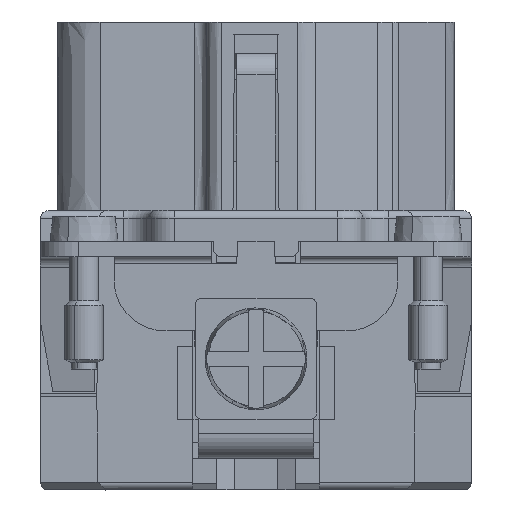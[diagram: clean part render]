
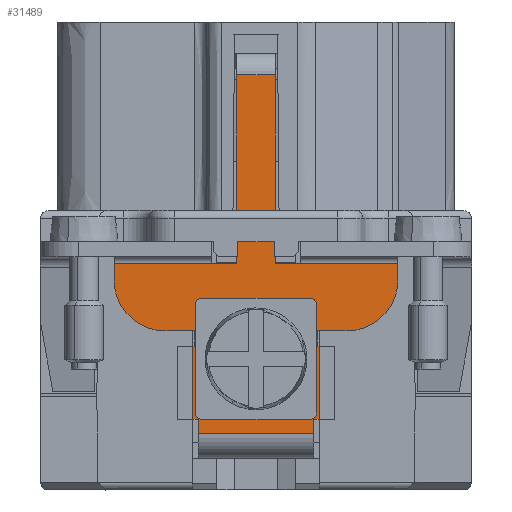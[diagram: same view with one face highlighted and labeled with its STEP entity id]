
A CAD part, front view. The second image highlights one B-rep face of the part: STEP entity #31489.
In plain terms, the highlighted planar face has unit normal (0, -1, 0).
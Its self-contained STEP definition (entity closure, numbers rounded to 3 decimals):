
#30753=AXIS2_PLACEMENT_3D('Circle Axis2P3D',#30751,#30752,$) ;
#31234=AXIS2_PLACEMENT_3D('Circle Axis2P3D',#31232,#31233,$) ;
#31373=AXIS2_PLACEMENT_3D('Circle Axis2P3D',#31371,#31372,$) ;
#31427=AXIS2_PLACEMENT_3D('Plane Axis2P3D',#31424,#31425,#31426) ;
#30536=CARTESIAN_POINT('Vertex',(15.45,9.05,17.8)) ;
#30539=CARTESIAN_POINT('Line Origine',(15.45,9.05,25.2)) ;
#30543=CARTESIAN_POINT('Vertex',(15.45,9.05,32.6)) ;
#30613=CARTESIAN_POINT('Vertex',(18.45,9.05,32.6)) ;
#30616=CARTESIAN_POINT('Line Origine',(18.45,9.05,25.2)) ;
#30620=CARTESIAN_POINT('Vertex',(18.45,9.05,17.8)) ;
#30647=CARTESIAN_POINT('Line Origine',(19.45,9.05,17.8)) ;
#30651=CARTESIAN_POINT('Vertex',(20.45,9.05,17.8)) ;
#30706=CARTESIAN_POINT('Vertex',(28.1,9.05,16.5)) ;
#30729=CARTESIAN_POINT('Vertex',(28.1,9.05,17.8)) ;
#30732=CARTESIAN_POINT('Line Origine',(28.1,9.05,17.15)) ;
#30751=CARTESIAN_POINT('Axis2P3D Location',(24.1,9.05,16.5)) ;
#30755=CARTESIAN_POINT('Vertex',(24.1,9.05,12.5)) ;
#30775=CARTESIAN_POINT('Line Origine',(22.925,9.05,12.5)) ;
#30779=CARTESIAN_POINT('Vertex',(21.75,9.05,12.5)) ;
#30799=CARTESIAN_POINT('Line Origine',(21.75,9.05,11.9)) ;
#30803=CARTESIAN_POINT('Vertex',(21.75,9.05,11.3)) ;
#30823=CARTESIAN_POINT('Line Origine',(21.825,9.05,11.3)) ;
#30827=CARTESIAN_POINT('Vertex',(21.9,9.05,11.3)) ;
#30913=CARTESIAN_POINT('Vertex',(21.9,9.05,5.55)) ;
#30916=CARTESIAN_POINT('Line Origine',(21.7,9.05,5.55)) ;
#30920=CARTESIAN_POINT('Vertex',(21.5,9.05,5.55)) ;
#30964=CARTESIAN_POINT('Line Origine',(21.5,9.05,5.)) ;
#30968=CARTESIAN_POINT('Vertex',(21.5,9.05,4.45)) ;
#31043=CARTESIAN_POINT('Vertex',(12.4,9.05,4.45)) ;
#31046=CARTESIAN_POINT('Line Origine',(12.4,9.05,5.)) ;
#31050=CARTESIAN_POINT('Vertex',(12.4,9.05,5.55)) ;
#31074=CARTESIAN_POINT('Line Origine',(12.2,9.05,5.55)) ;
#31078=CARTESIAN_POINT('Vertex',(12.,9.05,5.55)) ;
#31159=CARTESIAN_POINT('Vertex',(12.,9.05,11.3)) ;
#31162=CARTESIAN_POINT('Line Origine',(12.075,9.05,11.3)) ;
#31166=CARTESIAN_POINT('Vertex',(12.15,9.05,11.3)) ;
#31189=CARTESIAN_POINT('Line Origine',(12.15,9.05,11.9)) ;
#31193=CARTESIAN_POINT('Vertex',(12.15,9.05,12.5)) ;
#31208=CARTESIAN_POINT('Line Origine',(10.975,9.05,12.5)) ;
#31212=CARTESIAN_POINT('Vertex',(9.8,9.05,12.5)) ;
#31232=CARTESIAN_POINT('Axis2P3D Location',(9.8,9.05,16.5)) ;
#31236=CARTESIAN_POINT('Vertex',(5.8,9.05,16.5)) ;
#31256=CARTESIAN_POINT('Line Origine',(5.8,9.05,17.15)) ;
#31260=CARTESIAN_POINT('Vertex',(5.8,9.05,17.8)) ;
#31314=CARTESIAN_POINT('Vertex',(13.45,9.05,17.8)) ;
#31317=CARTESIAN_POINT('Line Origine',(14.45,9.05,17.8)) ;
#31338=CARTESIAN_POINT('Vertex',(18.571,9.05,10.3)) ;
#31342=CARTESIAN_POINT('Control Point',(15.329,9.05,10.3)) ;
#31343=CARTESIAN_POINT('Control Point',(15.329,9.05,10.809)) ;
#31344=CARTESIAN_POINT('Control Point',(15.529,9.05,11.319)) ;
#31345=CARTESIAN_POINT('Control Point',(15.931,9.05,11.721)) ;
#31346=CARTESIAN_POINT('Control Point',(16.95,9.05,12.121)) ;
#31347=CARTESIAN_POINT('Control Point',(17.969,9.05,11.721)) ;
#31348=CARTESIAN_POINT('Control Point',(18.371,9.05,11.319)) ;
#31349=CARTESIAN_POINT('Control Point',(18.571,9.05,10.809)) ;
#31350=CARTESIAN_POINT('Control Point',(18.571,9.05,10.3)) ;
#31351=CARTESIAN_POINT('Vertex',(15.329,9.05,10.3)) ;
#31371=CARTESIAN_POINT('Axis2P3D Location',(16.95,9.05,10.3)) ;
#31424=CARTESIAN_POINT('Axis2P3D Location',(16.95,9.05,18.3)) ;
#31429=CARTESIAN_POINT('Line Origine',(16.95,9.05,32.6)) ;
#31434=CARTESIAN_POINT('Line Origine',(9.625,9.05,17.8)) ;
#31439=CARTESIAN_POINT('Line Origine',(12.,9.05,8.425)) ;
#31444=CARTESIAN_POINT('Line Origine',(16.95,9.05,4.45)) ;
#31449=CARTESIAN_POINT('Line Origine',(21.9,9.05,8.425)) ;
#31454=CARTESIAN_POINT('Line Origine',(24.275,9.05,17.8)) ;
#30540=DIRECTION('Vector Direction',(0.,0.,-1.)) ;
#30617=DIRECTION('Vector Direction',(0.,0.,-1.)) ;
#30648=DIRECTION('Vector Direction',(1.,0.,0.)) ;
#30733=DIRECTION('Vector Direction',(0.,0.,1.)) ;
#30752=DIRECTION('Axis2P3D Direction',(0.,1.,0.)) ;
#30776=DIRECTION('Vector Direction',(-1.,0.,0.)) ;
#30800=DIRECTION('Vector Direction',(0.,0.,1.)) ;
#30824=DIRECTION('Vector Direction',(1.,0.,0.)) ;
#30917=DIRECTION('Vector Direction',(-1.,0.,0.)) ;
#30965=DIRECTION('Vector Direction',(0.,0.,1.)) ;
#31047=DIRECTION('Vector Direction',(0.,0.,-1.)) ;
#31075=DIRECTION('Vector Direction',(-1.,0.,0.)) ;
#31163=DIRECTION('Vector Direction',(1.,0.,0.)) ;
#31190=DIRECTION('Vector Direction',(0.,0.,-1.)) ;
#31209=DIRECTION('Vector Direction',(-1.,0.,0.)) ;
#31233=DIRECTION('Axis2P3D Direction',(0.,1.,0.)) ;
#31257=DIRECTION('Vector Direction',(0.,0.,-1.)) ;
#31318=DIRECTION('Vector Direction',(1.,0.,0.)) ;
#31372=DIRECTION('Axis2P3D Direction',(0.,1.,0.)) ;
#31425=DIRECTION('Axis2P3D Direction',(0.,1.,0.)) ;
#31426=DIRECTION('Axis2P3D XDirection',(1.,0.,0.)) ;
#31430=DIRECTION('Vector Direction',(1.,0.,0.)) ;
#31435=DIRECTION('Vector Direction',(1.,0.,0.)) ;
#31440=DIRECTION('Vector Direction',(0.,0.,1.)) ;
#31445=DIRECTION('Vector Direction',(1.,0.,0.)) ;
#31450=DIRECTION('Vector Direction',(0.,0.,1.)) ;
#31455=DIRECTION('Vector Direction',(1.,0.,0.)) ;
#30541=VECTOR('Line Direction',#30540,1.) ;
#30618=VECTOR('Line Direction',#30617,1.) ;
#30649=VECTOR('Line Direction',#30648,1.) ;
#30734=VECTOR('Line Direction',#30733,1.) ;
#30777=VECTOR('Line Direction',#30776,1.) ;
#30801=VECTOR('Line Direction',#30800,1.) ;
#30825=VECTOR('Line Direction',#30824,1.) ;
#30918=VECTOR('Line Direction',#30917,1.) ;
#30966=VECTOR('Line Direction',#30965,1.) ;
#31048=VECTOR('Line Direction',#31047,1.) ;
#31076=VECTOR('Line Direction',#31075,1.) ;
#31164=VECTOR('Line Direction',#31163,1.) ;
#31191=VECTOR('Line Direction',#31190,1.) ;
#31210=VECTOR('Line Direction',#31209,1.) ;
#31258=VECTOR('Line Direction',#31257,1.) ;
#31319=VECTOR('Line Direction',#31318,1.) ;
#31431=VECTOR('Line Direction',#31430,1.) ;
#31436=VECTOR('Line Direction',#31435,1.) ;
#31441=VECTOR('Line Direction',#31440,1.) ;
#31446=VECTOR('Line Direction',#31445,1.) ;
#31451=VECTOR('Line Direction',#31450,1.) ;
#31456=VECTOR('Line Direction',#31455,1.) ;
#31460=ORIENTED_EDGE('',*,*,#31433,.F.) ;
#31461=ORIENTED_EDGE('',*,*,#30545,.T.) ;
#31462=ORIENTED_EDGE('',*,*,#31321,.F.) ;
#31463=ORIENTED_EDGE('',*,*,#31438,.F.) ;
#31464=ORIENTED_EDGE('',*,*,#31262,.F.) ;
#31465=ORIENTED_EDGE('',*,*,#31238,.F.) ;
#31466=ORIENTED_EDGE('',*,*,#31214,.F.) ;
#31467=ORIENTED_EDGE('',*,*,#31195,.F.) ;
#31468=ORIENTED_EDGE('',*,*,#31168,.F.) ;
#31469=ORIENTED_EDGE('',*,*,#31443,.T.) ;
#31470=ORIENTED_EDGE('',*,*,#31080,.F.) ;
#31471=ORIENTED_EDGE('',*,*,#31052,.F.) ;
#31472=ORIENTED_EDGE('',*,*,#31448,.F.) ;
#31473=ORIENTED_EDGE('',*,*,#30970,.F.) ;
#31474=ORIENTED_EDGE('',*,*,#30922,.F.) ;
#31475=ORIENTED_EDGE('',*,*,#31453,.T.) ;
#31476=ORIENTED_EDGE('',*,*,#30829,.F.) ;
#31477=ORIENTED_EDGE('',*,*,#30805,.F.) ;
#31478=ORIENTED_EDGE('',*,*,#30781,.F.) ;
#31479=ORIENTED_EDGE('',*,*,#30757,.F.) ;
#31480=ORIENTED_EDGE('',*,*,#30736,.F.) ;
#31481=ORIENTED_EDGE('',*,*,#31458,.F.) ;
#31482=ORIENTED_EDGE('',*,*,#30653,.F.) ;
#31483=ORIENTED_EDGE('',*,*,#30622,.F.) ;
#31486=ORIENTED_EDGE('',*,*,#31353,.T.) ;
#31487=ORIENTED_EDGE('',*,*,#31375,.T.) ;
#31488=FACE_BOUND('',#31485,.T.) ;
#31489=ADVANCED_FACE('HDC HEEE 40 FC.1\\PE.1\\HDC HDD PEKO F.1\\Hauptk\X2\00F6\X0\rper',(#31484,#31488),#31428,.F.) ;
#31341=B_SPLINE_CURVE_WITH_KNOTS('',5,(#31342,#31343,#31344,#31345,#31346,#31347,#31348,#31349,#31350),.UNSPECIFIED.,.F.,.U.,(6,3,6),(-2.546,0.,2.546),.UNSPECIFIED.) ;
#30754=CIRCLE('generated circle',#30753,4.) ;
#31235=CIRCLE('generated circle',#31234,4.) ;
#31374=CIRCLE('generated circle',#31373,1.621) ;
#30545=EDGE_CURVE('',#30544,#30537,#30542,.T.) ;
#30622=EDGE_CURVE('',#30614,#30621,#30619,.T.) ;
#30653=EDGE_CURVE('',#30621,#30652,#30650,.T.) ;
#30736=EDGE_CURVE('',#30730,#30707,#30735,.F.) ;
#30757=EDGE_CURVE('',#30707,#30756,#30754,.T.) ;
#30781=EDGE_CURVE('',#30756,#30780,#30778,.T.) ;
#30805=EDGE_CURVE('',#30780,#30804,#30802,.F.) ;
#30829=EDGE_CURVE('',#30804,#30828,#30826,.T.) ;
#30922=EDGE_CURVE('',#30914,#30921,#30919,.T.) ;
#30970=EDGE_CURVE('',#30921,#30969,#30967,.F.) ;
#31052=EDGE_CURVE('',#31044,#31051,#31049,.F.) ;
#31080=EDGE_CURVE('',#31051,#31079,#31077,.T.) ;
#31168=EDGE_CURVE('',#31160,#31167,#31165,.T.) ;
#31195=EDGE_CURVE('',#31167,#31194,#31192,.F.) ;
#31214=EDGE_CURVE('',#31194,#31213,#31211,.T.) ;
#31238=EDGE_CURVE('',#31213,#31237,#31235,.T.) ;
#31262=EDGE_CURVE('',#31237,#31261,#31259,.F.) ;
#31321=EDGE_CURVE('',#31315,#30537,#31320,.T.) ;
#31353=EDGE_CURVE('',#31352,#31339,#31341,.T.) ;
#31375=EDGE_CURVE('',#31339,#31352,#31374,.T.) ;
#31433=EDGE_CURVE('',#30544,#30614,#31432,.T.) ;
#31438=EDGE_CURVE('',#31261,#31315,#31437,.T.) ;
#31443=EDGE_CURVE('',#31160,#31079,#31442,.F.) ;
#31448=EDGE_CURVE('',#30969,#31044,#31447,.F.) ;
#31453=EDGE_CURVE('',#30914,#30828,#31452,.T.) ;
#31458=EDGE_CURVE('',#30652,#30730,#31457,.T.) ;
#31459=EDGE_LOOP('',(#31460,#31461,#31462,#31463,#31464,#31465,#31466,#31467,#31468,#31469,#31470,#31471,#31472,#31473,#31474,#31475,#31476,#31477,#31478,#31479,#31480,#31481,#31482,#31483)) ;
#31485=EDGE_LOOP('',(#31486,#31487)) ;
#31484=FACE_OUTER_BOUND('',#31459,.T.) ;
#30542=LINE('Line',#30539,#30541) ;
#30619=LINE('Line',#30616,#30618) ;
#30650=LINE('Line',#30647,#30649) ;
#30735=LINE('Line',#30732,#30734) ;
#30778=LINE('Line',#30775,#30777) ;
#30802=LINE('Line',#30799,#30801) ;
#30826=LINE('Line',#30823,#30825) ;
#30919=LINE('Line',#30916,#30918) ;
#30967=LINE('Line',#30964,#30966) ;
#31049=LINE('Line',#31046,#31048) ;
#31077=LINE('Line',#31074,#31076) ;
#31165=LINE('Line',#31162,#31164) ;
#31192=LINE('Line',#31189,#31191) ;
#31211=LINE('Line',#31208,#31210) ;
#31259=LINE('Line',#31256,#31258) ;
#31320=LINE('Line',#31317,#31319) ;
#31432=LINE('Line',#31429,#31431) ;
#31437=LINE('Line',#31434,#31436) ;
#31442=LINE('Line',#31439,#31441) ;
#31447=LINE('Line',#31444,#31446) ;
#31452=LINE('Line',#31449,#31451) ;
#31457=LINE('Line',#31454,#31456) ;
#31428=PLANE('',#31427) ;
#30537=VERTEX_POINT('',#30536) ;
#30544=VERTEX_POINT('',#30543) ;
#30614=VERTEX_POINT('',#30613) ;
#30621=VERTEX_POINT('',#30620) ;
#30652=VERTEX_POINT('',#30651) ;
#30707=VERTEX_POINT('',#30706) ;
#30730=VERTEX_POINT('',#30729) ;
#30756=VERTEX_POINT('',#30755) ;
#30780=VERTEX_POINT('',#30779) ;
#30804=VERTEX_POINT('',#30803) ;
#30828=VERTEX_POINT('',#30827) ;
#30914=VERTEX_POINT('',#30913) ;
#30921=VERTEX_POINT('',#30920) ;
#30969=VERTEX_POINT('',#30968) ;
#31044=VERTEX_POINT('',#31043) ;
#31051=VERTEX_POINT('',#31050) ;
#31079=VERTEX_POINT('',#31078) ;
#31160=VERTEX_POINT('',#31159) ;
#31167=VERTEX_POINT('',#31166) ;
#31194=VERTEX_POINT('',#31193) ;
#31213=VERTEX_POINT('',#31212) ;
#31237=VERTEX_POINT('',#31236) ;
#31261=VERTEX_POINT('',#31260) ;
#31315=VERTEX_POINT('',#31314) ;
#31339=VERTEX_POINT('',#31338) ;
#31352=VERTEX_POINT('',#31351) ;
